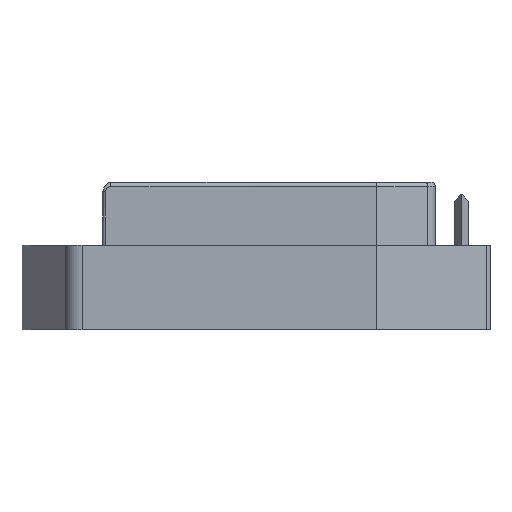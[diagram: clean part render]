
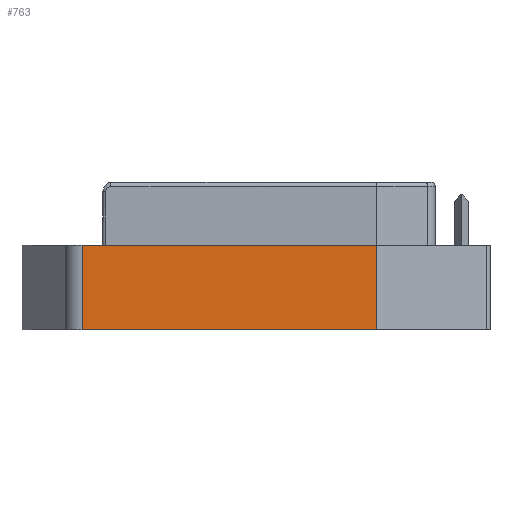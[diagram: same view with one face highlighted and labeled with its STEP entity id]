
A CAD part, left-side view. The second image highlights one B-rep face of the part: STEP entity #763.
In plain terms, the highlighted planar face has unit normal (-1, 0, 0).
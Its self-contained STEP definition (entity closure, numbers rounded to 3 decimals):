
#763=ADVANCED_FACE('',(#895),#846,.T.);
#846=PLANE('',#2182);
#895=FACE_OUTER_BOUND('',#978,.T.);
#978=EDGE_LOOP('',(#1391,#1392,#1393,#1394));
#1064=LINE('',#2672,#1218);
#1074=LINE('',#2700,#1228);
#1075=LINE('',#2702,#1229);
#1076=LINE('',#2704,#1230);
#1218=VECTOR('',#2291,1.);
#1228=VECTOR('',#2313,1.);
#1229=VECTOR('',#2316,1.);
#1230=VECTOR('',#2317,1.);
#1391=ORIENTED_EDGE('',*,*,#1931,.T.);
#1392=ORIENTED_EDGE('',*,*,#1945,.T.);
#1393=ORIENTED_EDGE('',*,*,#1946,.F.);
#1394=ORIENTED_EDGE('',*,*,#1947,.T.);
#1797=VERTEX_POINT('',#2671);
#1798=VERTEX_POINT('',#2673);
#1809=VERTEX_POINT('',#2699);
#1810=VERTEX_POINT('',#2703);
#1931=EDGE_CURVE('',#1798,#1797,#1064,.T.);
#1945=EDGE_CURVE('',#1797,#1809,#1074,.T.);
#1946=EDGE_CURVE('',#1810,#1809,#1075,.T.);
#1947=EDGE_CURVE('',#1810,#1798,#1076,.T.);
#2182=AXIS2_PLACEMENT_3D('',#2705,#2318,#2319);
#2291=DIRECTION('',(0.,-1.,0.));
#2313=DIRECTION('',(0.,0.,1.));
#2316=DIRECTION('',(0.,-1.,0.));
#2317=DIRECTION('',(0.,0.,-1.));
#2318=DIRECTION('',(-1.,0.,0.));
#2319=DIRECTION('',(0.,-1.,0.));
#2671=CARTESIAN_POINT('',(84.686,-30.459,0.));
#2672=CARTESIAN_POINT('',(84.686,-16.477,0.));
#2673=CARTESIAN_POINT('',(84.686,-16.477,0.));
#2699=CARTESIAN_POINT('',(84.686,-30.459,4.));
#2700=CARTESIAN_POINT('',(84.686,-30.459,0.));
#2702=CARTESIAN_POINT('',(84.686,-16.477,4.));
#2703=CARTESIAN_POINT('',(84.686,-16.477,4.));
#2704=CARTESIAN_POINT('',(84.686,-16.477,4.));
#2705=CARTESIAN_POINT('',(84.686,-15.794,0.));
